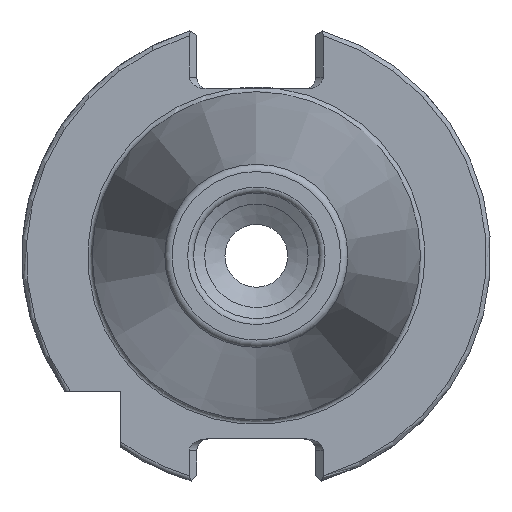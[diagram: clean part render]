
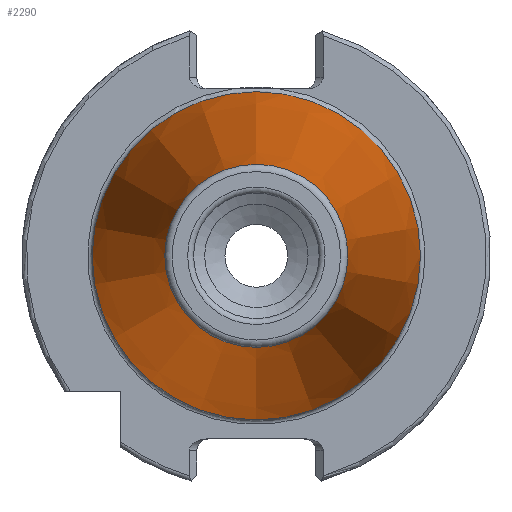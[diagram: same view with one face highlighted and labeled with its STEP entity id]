
A CAD part, left-side view. The second image highlights one B-rep face of the part: STEP entity #2290.
In plain terms, the highlighted conical face has half-angle 8.297 degrees and reference radius 22.225 mm.
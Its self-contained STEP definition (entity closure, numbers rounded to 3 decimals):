
#112 = DIRECTION ( 'NONE',  ( 0., 0., 1. ) ) ;
#387 = CIRCLE ( 'NONE', #889, 12.397 ) ;
#463 = DIRECTION ( 'NONE',  ( -1., 0., 0. ) ) ;
#619 = DIRECTION ( 'NONE',  ( -1., 0., 0. ) ) ;
#758 = EDGE_LOOP ( 'NONE', ( #2630 ) ) ;
#889 = AXIS2_PLACEMENT_3D ( 'NONE', #1471, #463, #112 ) ;
#944 = EDGE_LOOP ( 'NONE', ( #957 ) ) ;
#957 = ORIENTED_EDGE ( 'NONE', *, *, #4179, .F. ) ;
#1004 = AXIS2_PLACEMENT_3D ( 'NONE', #3936, #619, #3947 ) ;
#1135 = FACE_BOUND ( 'NONE', #944, .T. ) ;
#1159 = CARTESIAN_POINT ( 'NONE',  ( 0., 0., 0. ) ) ;
#1332 = AXIS2_PLACEMENT_3D ( 'NONE', #1159, #3479, #3524 ) ;
#1471 = CARTESIAN_POINT ( 'NONE',  ( -67.394, 0., 0. ) ) ;
#1619 = CARTESIAN_POINT ( 'NONE',  ( -67.394, 0., 12.397 ) ) ;
#1938 = EDGE_CURVE ( 'NONE', #2366, #2366, #2160, .T. ) ;
#2160 = CIRCLE ( 'NONE', #1004, 22.225 ) ;
#2252 = CARTESIAN_POINT ( 'NONE',  ( 0., 0., 22.225 ) ) ;
#2290 = ADVANCED_FACE ( 'NONE', ( #1135, #2964 ), #4038, .T. ) ;
#2366 = VERTEX_POINT ( 'NONE', #2252 ) ;
#2630 = ORIENTED_EDGE ( 'NONE', *, *, #1938, .T. ) ;
#2964 = FACE_OUTER_BOUND ( 'NONE', #758, .T. ) ;
#3117 = VERTEX_POINT ( 'NONE', #1619 ) ;
#3479 = DIRECTION ( 'NONE',  ( 1., 0., 0. ) ) ;
#3524 = DIRECTION ( 'NONE',  ( 0., 0., -1. ) ) ;
#3936 = CARTESIAN_POINT ( 'NONE',  ( 0., 0., 0. ) ) ;
#3947 = DIRECTION ( 'NONE',  ( 0., 0., 1. ) ) ;
#4038 = CONICAL_SURFACE ( 'NONE', #1332, 22.225, 0.145 ) ;
#4179 = EDGE_CURVE ( 'NONE', #3117, #3117, #387, .T. ) ;
